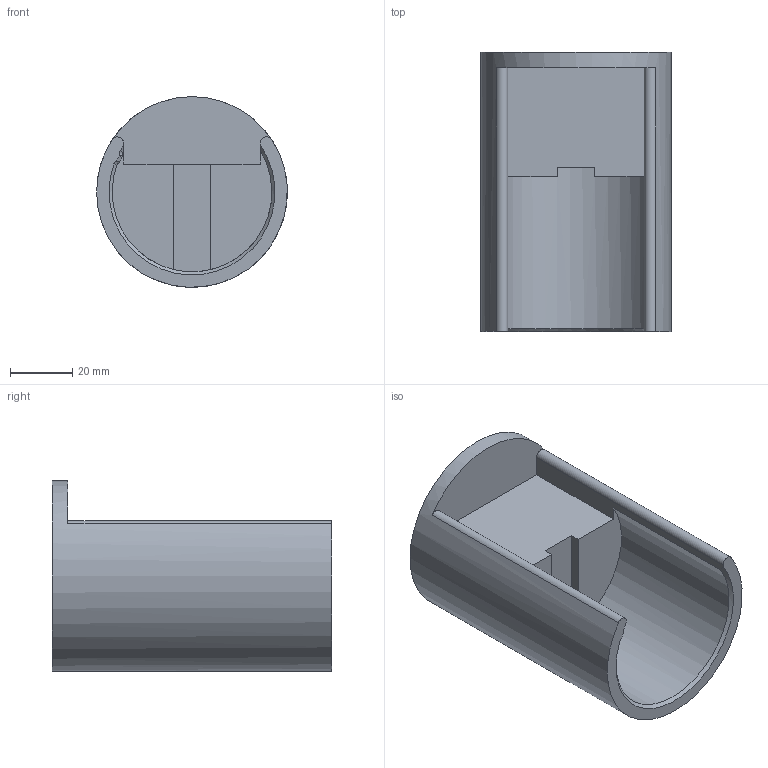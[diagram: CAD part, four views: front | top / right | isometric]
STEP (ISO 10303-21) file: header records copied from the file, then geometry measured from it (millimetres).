
FILE_DESCRIPTION(/* description */ (''),/* implementation_level */ '2;1');
FILE_NAME(/* name */ '300ml holder v3.step',/* time_stamp */ '2021-04-01T09:34:02-04:00',/* author */ (''),/* organization */ (''),/* preprocessor_version */ 'ST-DEVELOPER v18.1',/* originating_system */ 'Autodesk Translation Framework v9.10.0.1330',/* authorisation */ '');
FILE_SCHEMA (('AUTOMOTIVE_DESIGN { 1 0 10303 214 3 1 1 }'));
Length unit declared in the file: millimetre
Products named in the file (1): 300ml holder
Bounding box: 61.5 x 90 x 61.5 mm (x, y, z)
Volume: 114829.5 mm3; surface area: 27211 mm2
Topology: 1 solids, 1 shells, 30 faces, 75 edges, 46 vertices
Faces by surface type: plane 13, cylinder 10, cone 7
Full cylindrical faces by diameter (mm): 51.5 x1, 61.5 x1
Entity records: 915 total; most frequent: DIRECTION 164, CARTESIAN_POINT 154, ORIENTED_EDGE 146, EDGE_CURVE 73, AXIS2_PLACEMENT_3D 62, VERTEX_POINT 46, LINE 40, VECTOR 40
